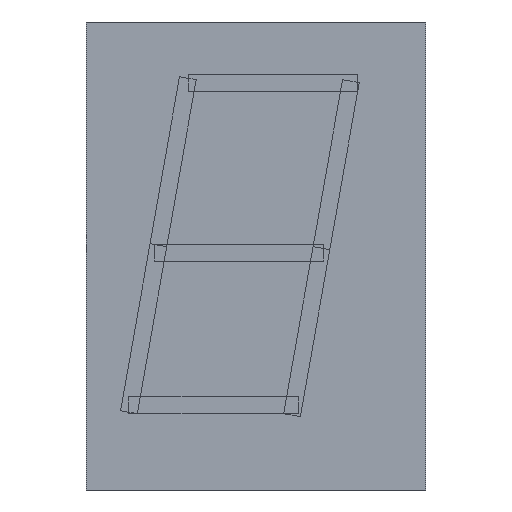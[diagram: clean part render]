
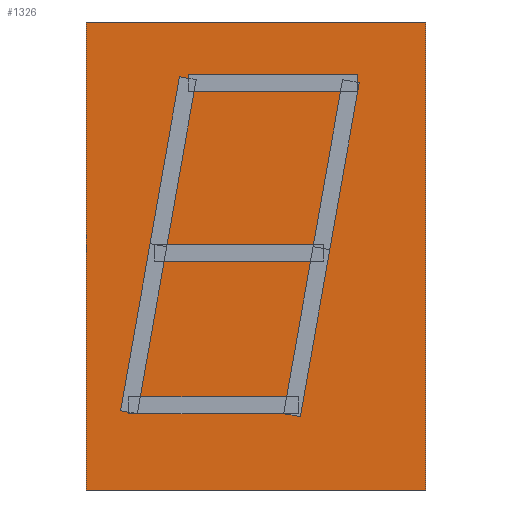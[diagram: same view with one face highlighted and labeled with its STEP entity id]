
A CAD part, front view. The second image highlights one B-rep face of the part: STEP entity #1326.
In plain terms, the highlighted planar face has unit normal (0, -1, 0).
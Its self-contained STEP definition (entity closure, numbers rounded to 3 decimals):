
#1250 = EDGE_CURVE('',#1251,#1253,#1255,.T.);
#1251 = VERTEX_POINT('',#1252);
#1252 = CARTESIAN_POINT('',(0.,0.,0.));
#1253 = VERTEX_POINT('',#1254);
#1254 = CARTESIAN_POINT('',(0.,0.,27.6));
#1255 = LINE('',#1256,#1257);
#1256 = CARTESIAN_POINT('',(0.,0.,0.));
#1257 = VECTOR('',#1258,1.);
#1258 = DIRECTION('',(0.,0.,1.));
#1290 = EDGE_CURVE('',#1291,#1293,#1295,.T.);
#1291 = VERTEX_POINT('',#1292);
#1292 = CARTESIAN_POINT('',(20.,0.,0.));
#1293 = VERTEX_POINT('',#1294);
#1294 = CARTESIAN_POINT('',(20.,0.,27.6));
#1295 = LINE('',#1296,#1297);
#1296 = CARTESIAN_POINT('',(20.,0.,0.));
#1297 = VECTOR('',#1298,1.);
#1298 = DIRECTION('',(0.,0.,1.));
#1326 = ADVANCED_FACE('',(#1327),#1343,.F.);
#1327 = FACE_BOUND('',#1328,.F.);
#1328 = EDGE_LOOP('',(#1329,#1335,#1336,#1342));
#1329 = ORIENTED_EDGE('',*,*,#1330,.F.);
#1330 = EDGE_CURVE('',#1251,#1291,#1331,.T.);
#1331 = LINE('',#1332,#1333);
#1332 = CARTESIAN_POINT('',(0.,0.,0.));
#1333 = VECTOR('',#1334,1.);
#1334 = DIRECTION('',(1.,0.,-0.));
#1335 = ORIENTED_EDGE('',*,*,#1250,.T.);
#1336 = ORIENTED_EDGE('',*,*,#1337,.T.);
#1337 = EDGE_CURVE('',#1253,#1293,#1338,.T.);
#1338 = LINE('',#1339,#1340);
#1339 = CARTESIAN_POINT('',(0.,0.,27.6));
#1340 = VECTOR('',#1341,1.);
#1341 = DIRECTION('',(1.,0.,-0.));
#1342 = ORIENTED_EDGE('',*,*,#1290,.F.);
#1343 = PLANE('',#1344);
#1344 = AXIS2_PLACEMENT_3D('',#1345,#1346,#1347);
#1345 = CARTESIAN_POINT('',(0.,0.,0.));
#1346 = DIRECTION('',(-0.,1.,0.));
#1347 = DIRECTION('',(0.,0.,1.));
